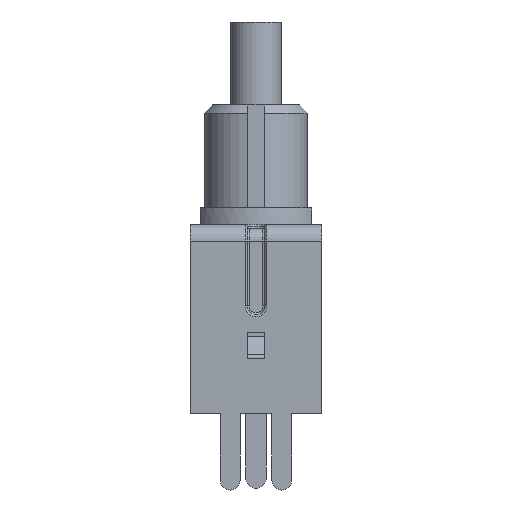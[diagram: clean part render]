
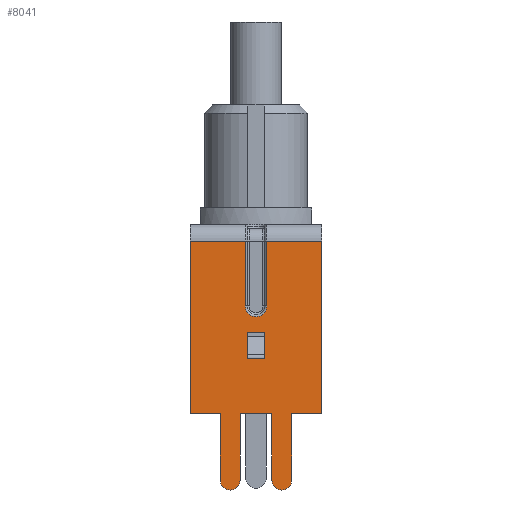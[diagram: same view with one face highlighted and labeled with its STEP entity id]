
A CAD part, left-side view. The second image highlights one B-rep face of the part: STEP entity #8041.
In plain terms, the highlighted planar face has unit normal (-1, 0, 0).
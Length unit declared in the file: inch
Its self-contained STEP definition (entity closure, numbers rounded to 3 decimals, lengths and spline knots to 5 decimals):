
#247=FACE_BOUND('',#1006,.T.);
#528=FACE_OUTER_BOUND('',#1005,.T.);
#1005=EDGE_LOOP('',(#5884,#5885,#5886,#5887,#5888,#5889,#5890,#5891,#5892,
#5893,#5894,#5895,#5896,#5897,#5898,#5899));
#1006=EDGE_LOOP('',(#5900,#5901,#5902,#5903));
#1420=LINE('',#11501,#2235);
#1432=LINE('',#11524,#2247);
#1435=LINE('',#11530,#2250);
#1438=LINE('',#11536,#2253);
#1457=LINE('',#11574,#2272);
#1474=LINE('',#11615,#2289);
#1537=LINE('',#11880,#2352);
#1539=LINE('',#11885,#2354);
#1545=LINE('',#11901,#2360);
#1547=LINE('',#11906,#2362);
#1550=LINE('',#11910,#2365);
#1552=LINE('',#11913,#2367);
#1553=LINE('',#11915,#2368);
#1567=LINE('',#11970,#2382);
#1590=LINE('',#12080,#2405);
#1591=LINE('',#12083,#2406);
#1592=LINE('',#12091,#2407);
#2235=VECTOR('',#9228,0.3937);
#2247=VECTOR('',#9250,0.3937);
#2250=VECTOR('',#9255,0.3937);
#2253=VECTOR('',#9262,0.3937);
#2272=VECTOR('',#9299,0.3937);
#2289=VECTOR('',#9328,0.3937);
#2352=VECTOR('',#9655,0.3937);
#2354=VECTOR('',#9659,0.3937);
#2360=VECTOR('',#9673,0.3937);
#2362=VECTOR('',#9677,0.3937);
#2365=VECTOR('',#9682,0.3937);
#2367=VECTOR('',#9686,0.3937);
#2368=VECTOR('',#9689,0.3937);
#2382=VECTOR('',#9749,0.3937);
#2405=VECTOR('',#9886,0.3937);
#2406=VECTOR('',#9889,0.3937);
#2407=VECTOR('',#9902,0.3937);
#3078=CIRCLE('',#8585,0.02402);
#3080=CIRCLE('',#8590,0.02402);
#3130=CIRCLE('',#8681,0.02638);
#3323=VERTEX_POINT('',#11494);
#3326=VERTEX_POINT('',#11499);
#3332=VERTEX_POINT('',#11522);
#3334=VERTEX_POINT('',#11528);
#3344=VERTEX_POINT('',#11571);
#3345=VERTEX_POINT('',#11573);
#3362=VERTEX_POINT('',#11612);
#3363=VERTEX_POINT('',#11614);
#3430=VERTEX_POINT('',#11870);
#3431=VERTEX_POINT('',#11872);
#3433=VERTEX_POINT('',#11878);
#3435=VERTEX_POINT('',#11884);
#3438=VERTEX_POINT('',#11891);
#3439=VERTEX_POINT('',#11893);
#3441=VERTEX_POINT('',#11899);
#3443=VERTEX_POINT('',#11905);
#3444=VERTEX_POINT('',#11918);
#3450=VERTEX_POINT('',#11938);
#3492=VERTEX_POINT('',#12082);
#3493=VERTEX_POINT('',#12086);
#4090=EDGE_CURVE('',#3326,#3323,#1420,.T.);
#4102=EDGE_CURVE('',#3326,#3332,#1432,.T.);
#4105=EDGE_CURVE('',#3332,#3334,#1435,.T.);
#4108=EDGE_CURVE('',#3334,#3323,#1438,.T.);
#4128=EDGE_CURVE('',#3344,#3345,#1457,.T.);
#4149=EDGE_CURVE('',#3362,#3363,#1474,.T.);
#4278=EDGE_CURVE('',#3431,#3430,#3078,.T.);
#4282=EDGE_CURVE('',#3430,#3433,#1537,.T.);
#4284=EDGE_CURVE('',#3435,#3431,#1539,.T.);
#4288=EDGE_CURVE('',#3439,#3438,#3080,.T.);
#4292=EDGE_CURVE('',#3438,#3441,#1545,.T.);
#4294=EDGE_CURVE('',#3443,#3439,#1547,.T.);
#4297=EDGE_CURVE('',#3345,#3441,#1550,.T.);
#4299=EDGE_CURVE('',#3443,#3433,#1552,.T.);
#4300=EDGE_CURVE('',#3435,#3362,#1553,.T.);
#4328=EDGE_CURVE('',#3444,#3363,#1567,.T.);
#4383=EDGE_CURVE('',#3344,#3450,#1590,.T.);
#4384=EDGE_CURVE('',#3444,#3492,#1591,.T.);
#4388=EDGE_CURVE('',#3492,#3493,#3130,.T.);
#4389=EDGE_CURVE('',#3493,#3450,#1592,.T.);
#5884=ORIENTED_EDGE('',*,*,#4389,.F.);
#5885=ORIENTED_EDGE('',*,*,#4388,.F.);
#5886=ORIENTED_EDGE('',*,*,#4384,.F.);
#5887=ORIENTED_EDGE('',*,*,#4328,.T.);
#5888=ORIENTED_EDGE('',*,*,#4149,.F.);
#5889=ORIENTED_EDGE('',*,*,#4300,.F.);
#5890=ORIENTED_EDGE('',*,*,#4284,.T.);
#5891=ORIENTED_EDGE('',*,*,#4278,.T.);
#5892=ORIENTED_EDGE('',*,*,#4282,.T.);
#5893=ORIENTED_EDGE('',*,*,#4299,.F.);
#5894=ORIENTED_EDGE('',*,*,#4294,.T.);
#5895=ORIENTED_EDGE('',*,*,#4288,.T.);
#5896=ORIENTED_EDGE('',*,*,#4292,.T.);
#5897=ORIENTED_EDGE('',*,*,#4297,.F.);
#5898=ORIENTED_EDGE('',*,*,#4128,.F.);
#5899=ORIENTED_EDGE('',*,*,#4383,.T.);
#5900=ORIENTED_EDGE('',*,*,#4102,.T.);
#5901=ORIENTED_EDGE('',*,*,#4105,.T.);
#5902=ORIENTED_EDGE('',*,*,#4108,.T.);
#5903=ORIENTED_EDGE('',*,*,#4090,.F.);
#7711=PLANE('',#8683);
#8041=ADVANCED_FACE('',(#528,#247),#7711,.T.);
#8585=AXIS2_PLACEMENT_3D('',#11873,#9648,#9649);
#8590=AXIS2_PLACEMENT_3D('',#11894,#9666,#9667);
#8681=AXIS2_PLACEMENT_3D('',#12089,#9898,#9899);
#8683=AXIS2_PLACEMENT_3D('',#12092,#9903,#9904);
#9228=DIRECTION('',(0.,-1.,0.));
#9250=DIRECTION('',(0.,0.,1.));
#9255=DIRECTION('',(0.,-1.,0.));
#9262=DIRECTION('',(0.,0.,-1.));
#9299=DIRECTION('',(0.,0.,-1.));
#9328=DIRECTION('',(0.,0.,1.));
#9648=DIRECTION('center_axis',(-1.,0.,0.));
#9649=DIRECTION('ref_axis',(0.,1.,0.));
#9655=DIRECTION('',(0.,0.,1.));
#9659=DIRECTION('',(0.,0.,-1.));
#9666=DIRECTION('center_axis',(-1.,0.,0.));
#9667=DIRECTION('ref_axis',(0.,1.,0.));
#9673=DIRECTION('',(0.,0.,1.));
#9677=DIRECTION('',(0.,0.,-1.));
#9682=DIRECTION('',(0.,1.,0.));
#9686=DIRECTION('',(0.,1.,0.));
#9689=DIRECTION('',(0.,1.,0.));
#9749=DIRECTION('',(0.,1.,0.));
#9886=DIRECTION('',(0.,1.,0.));
#9889=DIRECTION('',(0.,0.,-1.));
#9898=DIRECTION('center_axis',(-1.,0.,0.));
#9899=DIRECTION('ref_axis',(0.,0.,
-1.));
#9902=DIRECTION('',(0.,0.,1.));
#9903=DIRECTION('center_axis',(-1.,0.,0.));
#9904=DIRECTION('ref_axis',(0.,0.,-1.));
#11494=CARTESIAN_POINT('',(-0.32008,-0.02165,0.06625));
#11499=CARTESIAN_POINT('',(-0.32008,0.02165,0.06625));
#11501=CARTESIAN_POINT('',(-0.32008,0.,0.06625));
#11522=CARTESIAN_POINT('',(-0.32008,0.02165,0.12795));
#11524=CARTESIAN_POINT('',(-0.32008,0.02165,0.10797));
#11528=CARTESIAN_POINT('',(-0.32008,-0.02165,0.12795));
#11530=CARTESIAN_POINT('',(-0.32008,0.01083,0.12795));
#11536=CARTESIAN_POINT('',(-0.32008,-0.02165,0.13947));
#11571=CARTESIAN_POINT('',(-0.32008,-0.16004,0.35079));
#11573=CARTESIAN_POINT('',(-0.32008,-0.16004,-0.0689));
#11574=CARTESIAN_POINT('',(-0.32008,-0.16004,0.37087));
#11612=CARTESIAN_POINT('',(-0.32008,0.16004,-0.0689));
#11614=CARTESIAN_POINT('',(-0.32008,0.16004,0.35079));
#11615=CARTESIAN_POINT('',(-0.32008,0.16004,-0.0689));
#11870=CARTESIAN_POINT('',(-0.32008,0.03858,-0.22992));
#11872=CARTESIAN_POINT('',(-0.32008,0.08661,-0.22992));
#11873=CARTESIAN_POINT('Origin',(-0.32008,0.0626,
-0.22992));
#11878=CARTESIAN_POINT('',(-0.32008,0.03858,-0.0689));
#11880=CARTESIAN_POINT('',(-0.32008,0.03858,-0.22992));
#11884=CARTESIAN_POINT('',(-0.32008,0.08661,-0.0689));
#11885=CARTESIAN_POINT('',(-0.32008,0.08661,-0.0689));
#11891=CARTESIAN_POINT('',(-0.32008,-0.08661,-0.22992));
#11893=CARTESIAN_POINT('',(-0.32008,-0.03858,-0.22992));
#11894=CARTESIAN_POINT('Origin',(-0.32008,-0.0626,
-0.22992));
#11899=CARTESIAN_POINT('',(-0.32008,-0.08661,-0.0689));
#11901=CARTESIAN_POINT('',(-0.32008,-0.08661,-0.22992));
#11905=CARTESIAN_POINT('',(-0.32008,-0.03858,-0.0689));
#11906=CARTESIAN_POINT('',(-0.32008,-0.03858,-0.0689));
#11910=CARTESIAN_POINT('',(-0.32008,-0.16004,-0.0689));
#11913=CARTESIAN_POINT('',(-0.32008,-0.16004,-0.0689));
#11915=CARTESIAN_POINT('',(-0.32008,-0.16004,-0.0689));
#11918=CARTESIAN_POINT('',(-0.32008,0.02638,0.35079));
#11938=CARTESIAN_POINT('',(-0.32008,-0.02638,0.35079));
#11970=CARTESIAN_POINT('',(-0.32008,0.08002,0.35079));
#12080=CARTESIAN_POINT('',(-0.32008,0.08002,0.35079));
#12082=CARTESIAN_POINT('',(-0.32008,0.02638,0.19331));
#12083=CARTESIAN_POINT('',(-0.32008,0.02638,0.25089));
#12086=CARTESIAN_POINT('',(-0.32008,-0.02638,0.19331));
#12089=CARTESIAN_POINT('Origin',(-0.32008,0.,
0.19331));
#12091=CARTESIAN_POINT('',(-0.32008,-0.02638,0.17215));
#12092=CARTESIAN_POINT('Origin',(-0.32008,0.,0.15098));
